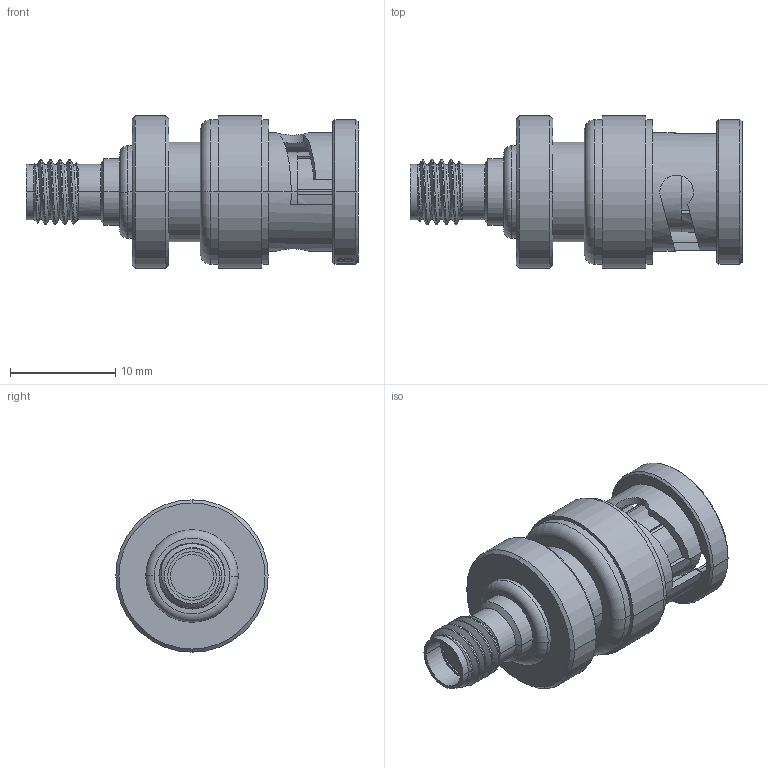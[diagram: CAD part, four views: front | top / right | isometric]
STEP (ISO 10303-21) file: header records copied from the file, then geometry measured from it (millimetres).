
FILE_DESCRIPTION (( 'STEP AP214' ), '1' );
FILE_NAME ('FMAD91795_3D.step', '2024-03-15T19:52:23', ( '' ), ( '' ), 'SwSTEP 2.0', 'SolidWorks 2022', '' );
FILE_SCHEMA (( 'AUTOMOTIVE_DESIGN' ));
Length unit declared in the file: inch
Products named in the file (1): FMAD91795_3D
Bounding box: 31.6 x 14.5 x 14.5 mm (x, y, z)
Volume: 2931.8 mm3; surface area: 2755.3 mm2
Topology: 2 solids, 2 shells, 241 faces, 609 edges, 389 vertices
Faces by surface type: plane 71, cylinder 65, bspline 51, cone 44, torus 10
Entity records: 13194 total; most frequent: CARTESIAN_POINT 7818, ORIENTED_EDGE 1218, DIRECTION 951, EDGE_CURVE 609, VERTEX_POINT 389, AXIS2_PLACEMENT_3D 384, EDGE_LOOP 262, FACE_OUTER_BOUND 241
